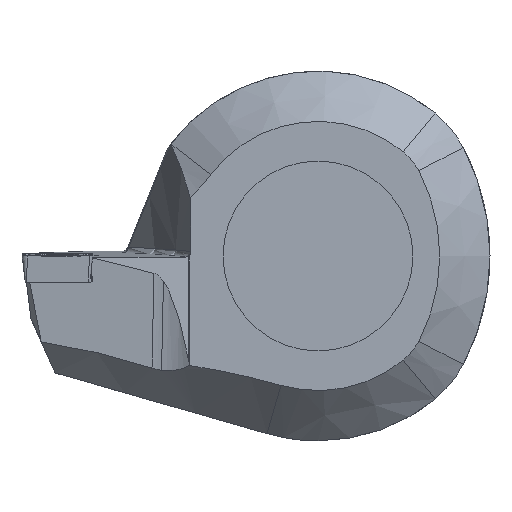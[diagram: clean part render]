
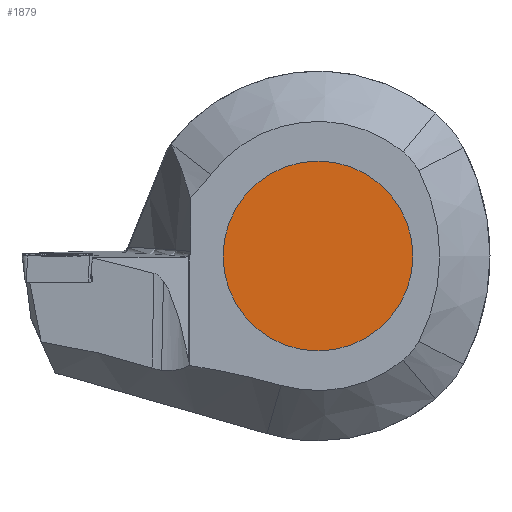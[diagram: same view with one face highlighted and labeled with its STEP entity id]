
A CAD part, left-side view. The second image highlights one B-rep face of the part: STEP entity #1879.
In plain terms, the highlighted planar face has unit normal (-1, 0, 0).
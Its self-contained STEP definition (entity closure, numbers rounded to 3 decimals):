
#98 = DIRECTION ( 'NONE',  ( 0., -1., 0. ) ) ;
#133 = DIRECTION ( 'NONE',  ( -1., 0., 0. ) ) ;
#175 = CARTESIAN_POINT ( 'NONE',  ( -10., 0., 0. ) ) ;
#334 = CIRCLE ( 'NONE', #4978, 8.5 ) ;
#423 = PLANE ( 'NONE',  #2622 ) ;
#915 = EDGE_LOOP ( 'NONE', ( #2780, #1977 ) ) ;
#1671 = VERTEX_POINT ( 'NONE', #4611 ) ;
#1749 = DIRECTION ( 'NONE',  ( 0., -1., 0. ) ) ;
#1765 = DIRECTION ( 'NONE',  ( -1., 0., 0. ) ) ;
#1879 = ADVANCED_FACE ( 'NONE', ( #2510 ), #423, .T. ) ;
#1952 = VERTEX_POINT ( 'NONE', #5160 ) ;
#1975 = CARTESIAN_POINT ( 'NONE',  ( -10., 0., 0. ) ) ;
#1977 = ORIENTED_EDGE ( 'NONE', *, *, #2385, .T. ) ;
#2358 = CIRCLE ( 'NONE', #5162, 8.5 ) ;
#2385 = EDGE_CURVE ( 'NONE', #1671, #1952, #334, .T. ) ;
#2510 = FACE_OUTER_BOUND ( 'NONE', #915, .T. ) ;
#2622 = AXIS2_PLACEMENT_3D ( 'NONE', #175, #133, #98 ) ;
#2780 = ORIENTED_EDGE ( 'NONE', *, *, #4909, .T. ) ;
#3414 = DIRECTION ( 'NONE',  ( 0., -1., 0. ) ) ;
#3431 = DIRECTION ( 'NONE',  ( -1., 0., 0. ) ) ;
#3448 = CARTESIAN_POINT ( 'NONE',  ( -10., 0., 0. ) ) ;
#4611 = CARTESIAN_POINT ( 'NONE',  ( -10., 8.5, 0. ) ) ;
#4909 = EDGE_CURVE ( 'NONE', #1952, #1671, #2358, .T. ) ;
#4978 = AXIS2_PLACEMENT_3D ( 'NONE', #1975, #1765, #1749 ) ;
#5160 = CARTESIAN_POINT ( 'NONE',  ( -10., -8.5, 0. ) ) ;
#5162 = AXIS2_PLACEMENT_3D ( 'NONE', #3448, #3431, #3414 ) ;
